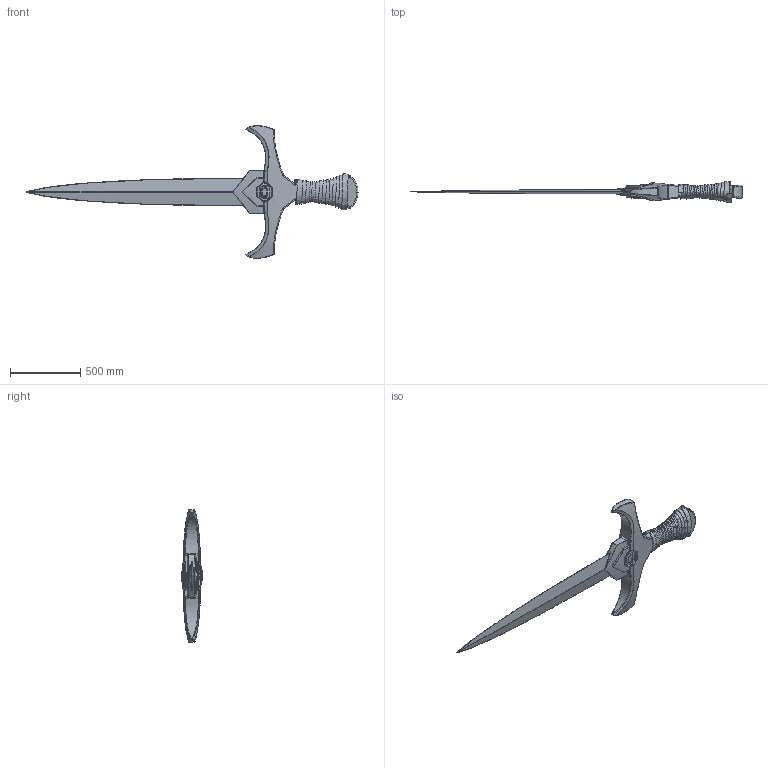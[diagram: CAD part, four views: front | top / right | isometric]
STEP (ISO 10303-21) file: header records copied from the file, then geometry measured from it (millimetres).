
FILE_DESCRIPTION(('FreeCAD Model'),'2;1');
FILE_NAME('Open CASCADE Shape Model','2025-04-27T20:55:19',('FreeCAD'),( 'FreeCAD'),'Open CASCADE STEP processor 7.6','FreeCAD','Unknown');
FILE_SCHEMA(('AUTOMOTIVE_DESIGN { 1 0 10303 214 1 1 1 1 }'));
Products named in the file (1): Open CASCADE STEP translator 7.6 1
Bounding box: 2370.89 x 151.41 x 947.43 mm (x, y, z)
Volume: 24043855 mm3; surface area: 1791197.1 mm2
Topology: 2 solids, 2 shells, 569 faces, 1393 edges, 800 vertices
Faces by surface type: bspline 569
Entity records: 45060 total; most frequent: CARTESIAN_POINT 37258, ORIENTED_EDGE 2712, EDGE_CURVE 1356, B_SPLINE_CURVE_WITH_KNOTS 987, VERTEX_POINT 800, FACE_BOUND 578, EDGE_LOOP 578, ADVANCED_FACE 569
